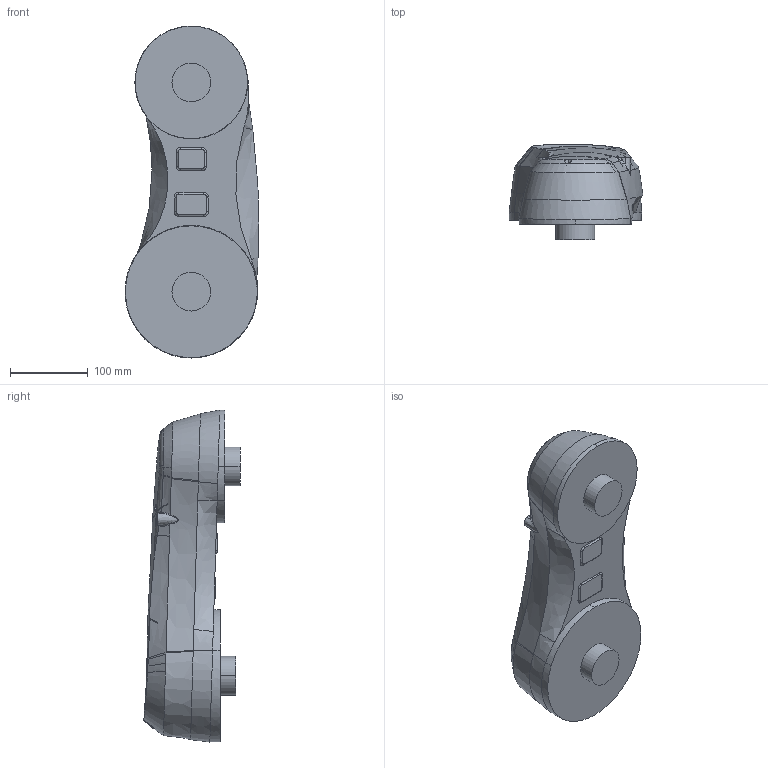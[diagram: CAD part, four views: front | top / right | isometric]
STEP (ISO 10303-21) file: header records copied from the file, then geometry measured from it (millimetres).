
FILE_DESCRIPTION (( 'STEP AP203' ), '1' );
FILE_NAME ('link2_Default_sldprt.STEP', '2022-05-04T15:02:05', ( '' ), ( '' ), 'SwSTEP 2.0', 'SolidWorks 2021', '' );
FILE_SCHEMA (( 'CONFIG_CONTROL_DESIGN' ));
Length unit declared in the file: metre
Products named in the file (1): link2_Default_sldprt
Bounding box: 172.42 x 123.98 x 428.25 mm (x, y, z)
Volume: 4605455.4 mm3; surface area: 200264.9 mm2
Topology: 1 solids, 1 shells, 359 faces, 904 edges, 571 vertices
Faces by surface type: bspline 156, plane 103, cylinder 75, torus 13, sphere 12
Entity records: 21773 total; most frequent: CARTESIAN_POINT 14268, ORIENTED_EDGE 1808, DIRECTION 1214, EDGE_CURVE 904, VERTEX_POINT 571, AXIS2_PLACEMENT_3D 514, EDGE_LOOP 383, FACE_OUTER_BOUND 359
